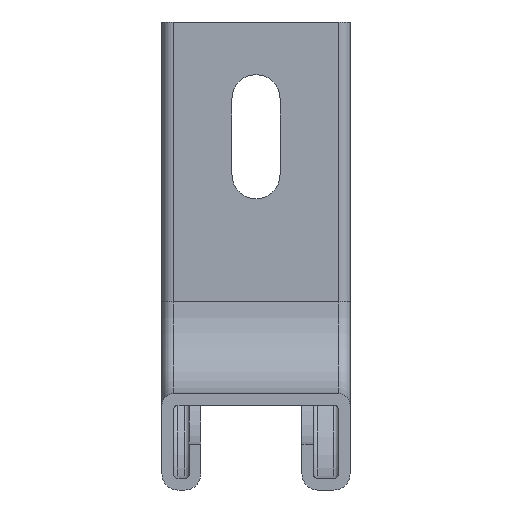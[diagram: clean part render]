
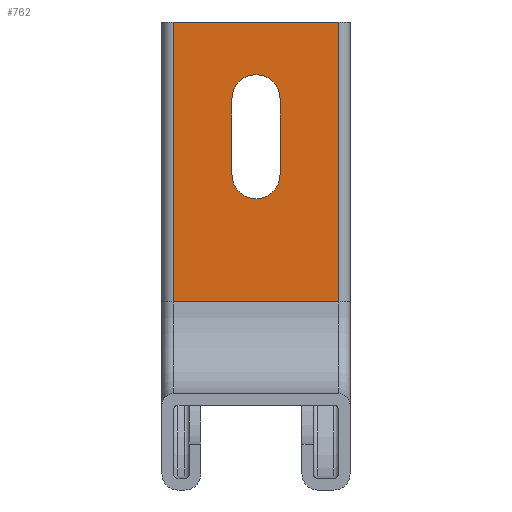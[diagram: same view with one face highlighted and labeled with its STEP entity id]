
A CAD part, front view. The second image highlights one B-rep face of the part: STEP entity #762.
In plain terms, the highlighted planar face has unit normal (0, -1, 0).
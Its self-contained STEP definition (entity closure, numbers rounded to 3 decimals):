
#37 = CARTESIAN_POINT ( 'NONE',  ( -20.5, 0., -61. ) ) ;
#40 = PLANE ( 'NONE',  #1863 ) ;
#42 = DIRECTION ( 'NONE',  ( 0., -1., 0. ) ) ;
#43 = DIRECTION ( 'NONE',  ( 1., 0., 0. ) ) ;
#65 = CARTESIAN_POINT ( 'NONE',  ( -18., 0., -61. ) ) ;
#66 = DIRECTION ( 'NONE',  ( 0., 0., -1. ) ) ;
#71 = CARTESIAN_POINT ( 'NONE',  ( -20.5, 0., 0. ) ) ;
#75 = DIRECTION ( 'NONE',  ( 1., 0., 0. ) ) ;
#76 = CARTESIAN_POINT ( 'NONE',  ( 18., 0., -61. ) ) ;
#77 = DIRECTION ( 'NONE',  ( 0., 0., 1. ) ) ;
#78 = CARTESIAN_POINT ( 'NONE',  ( -20.5, 0., -61. ) ) ;
#79 = DIRECTION ( 'NONE',  ( 1., 0., 0. ) ) ;
#80 = CARTESIAN_POINT ( 'NONE',  ( -5.25, 0., 0. ) ) ;
#82 = DIRECTION ( 'NONE',  ( 0., 0., -1. ) ) ;
#86 = CARTESIAN_POINT ( 'NONE',  ( 5.25, 0., 0. ) ) ;
#87 = CARTESIAN_POINT ( 'NONE',  ( 0., 0., -33.25 ) ) ;
#88 = DIRECTION ( 'NONE',  ( 0., -1., 0. ) ) ;
#89 = DIRECTION ( 'NONE',  ( 1., 0., 0. ) ) ;
#90 = DIRECTION ( 'NONE',  ( 0., 0., -1. ) ) ;
#200 = EDGE_CURVE ( 'NONE', #2230, #2287, #1921, .T. ) ;
#201 = EDGE_CURVE ( 'NONE', #2230, #2249, #1940, .T. ) ;
#202 = EDGE_CURVE ( 'NONE', #2329, #2249, #1920, .T. ) ;
#203 = EDGE_CURVE ( 'NONE', #2287, #2329, #1961, .T. ) ;
#204 = EDGE_CURVE ( 'NONE', #2248, #2272, #1981, .T. ) ;
#206 = EDGE_CURVE ( 'NONE', #2272, #2309, #1941, .T. ) ;
#208 = EDGE_CURVE ( 'NONE', #2269, #2309, #1980, .T. ) ;
#372 = ORIENTED_EDGE ( 'NONE', *, *, #208, .T. ) ;
#585 = CIRCLE ( 'NONE', #2703, 5.25 ) ;
#709 = EDGE_LOOP ( 'NONE', ( #1050, #1070, #1079, #1033 ) ) ;
#750 = EDGE_LOOP ( 'NONE', ( #1061, #1041, #372, #1055 ) ) ;
#762 = ADVANCED_FACE ( 'NONE', ( #1977, #1953 ), #40, .T. ) ;
#996 = CARTESIAN_POINT ( 'NONE',  ( -18., 0., 0. ) ) ;
#1016 = CARTESIAN_POINT ( 'NONE',  ( -5.25, 0., -16.75 ) ) ;
#1017 = CARTESIAN_POINT ( 'NONE',  ( 18., 0., 0. ) ) ;
#1033 = ORIENTED_EDGE ( 'NONE', *, *, #200, .T. ) ;
#1041 = ORIENTED_EDGE ( 'NONE', *, *, #2103, .F. ) ;
#1050 = ORIENTED_EDGE ( 'NONE', *, *, #203, .T. ) ;
#1055 = ORIENTED_EDGE ( 'NONE', *, *, #206, .F. ) ;
#1061 = ORIENTED_EDGE ( 'NONE', *, *, #204, .F. ) ;
#1070 = ORIENTED_EDGE ( 'NONE', *, *, #202, .T. ) ;
#1079 = ORIENTED_EDGE ( 'NONE', *, *, #201, .F. ) ;
#1203 = CARTESIAN_POINT ( 'NONE',  ( 5.25, 0., -16.75 ) ) ;
#1206 = CARTESIAN_POINT ( 'NONE',  ( -5.25, 0., -33.25 ) ) ;
#1219 = CARTESIAN_POINT ( 'NONE',  ( -18., 0., -61. ) ) ;
#1239 = CARTESIAN_POINT ( 'NONE',  ( 5.25, 0., -33.25 ) ) ;
#1257 = CARTESIAN_POINT ( 'NONE',  ( 18., 0., -61. ) ) ;
#1803 = CARTESIAN_POINT ( 'NONE',  ( 0., 0., -16.75 ) ) ;
#1804 = DIRECTION ( 'NONE',  ( 0., -1., 0. ) ) ;
#1805 = DIRECTION ( 'NONE',  ( 1., 0., 0. ) ) ;
#1858 = AXIS2_PLACEMENT_3D ( 'NONE', #87, #88, #89 ) ;
#1863 = AXIS2_PLACEMENT_3D ( 'NONE', #37, #42, #43 ) ;
#1920 = LINE ( 'NONE', #76, #1939 ) ;
#1921 = LINE ( 'NONE', #65, #1962 ) ;
#1938 = VECTOR ( 'NONE', #82, 1000. ) ;
#1939 = VECTOR ( 'NONE', #77, 1000. ) ;
#1940 = LINE ( 'NONE', #71, #1960 ) ;
#1941 = CIRCLE ( 'NONE', #1858, 5.25 ) ;
#1953 = FACE_OUTER_BOUND ( 'NONE', #709, .T. ) ;
#1959 = VECTOR ( 'NONE', #79, 1000. ) ;
#1960 = VECTOR ( 'NONE', #75, 1000. ) ;
#1961 = LINE ( 'NONE', #78, #1959 ) ;
#1962 = VECTOR ( 'NONE', #66, 1000. ) ;
#1977 = FACE_BOUND ( 'NONE', #750, .T. ) ;
#1978 = VECTOR ( 'NONE', #90, 1000. ) ;
#1980 = LINE ( 'NONE', #86, #1978 ) ;
#1981 = LINE ( 'NONE', #80, #1938 ) ;
#2103 = EDGE_CURVE ( 'NONE', #2269, #2248, #585, .T. ) ;
#2230 = VERTEX_POINT ( 'NONE', #996 ) ;
#2248 = VERTEX_POINT ( 'NONE', #1016 ) ;
#2249 = VERTEX_POINT ( 'NONE', #1017 ) ;
#2269 = VERTEX_POINT ( 'NONE', #1203 ) ;
#2272 = VERTEX_POINT ( 'NONE', #1206 ) ;
#2287 = VERTEX_POINT ( 'NONE', #1219 ) ;
#2309 = VERTEX_POINT ( 'NONE', #1239 ) ;
#2329 = VERTEX_POINT ( 'NONE', #1257 ) ;
#2703 = AXIS2_PLACEMENT_3D ( 'NONE', #1803, #1804, #1805 ) ;
